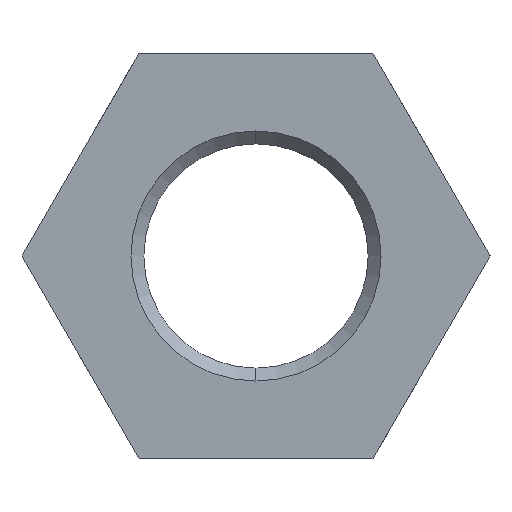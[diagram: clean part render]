
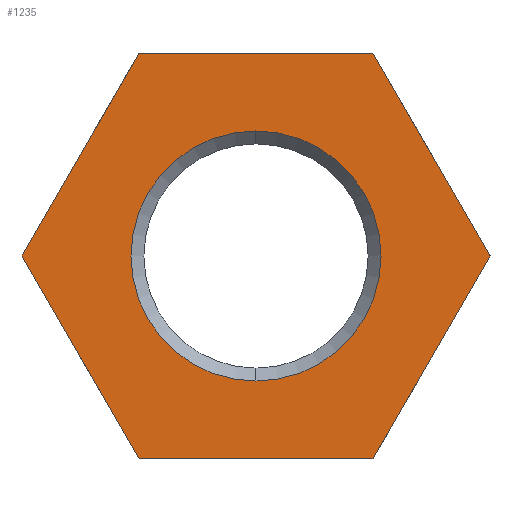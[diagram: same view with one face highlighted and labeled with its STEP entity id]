
A CAD part, left-side view. The second image highlights one B-rep face of the part: STEP entity #1235.
In plain terms, the highlighted planar face has unit normal (-1, 0, 0).
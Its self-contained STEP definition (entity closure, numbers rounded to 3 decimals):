
#451 = CARTESIAN_POINT ( 'NONE',  ( -7., 0., -8.33 ) ) ;
#453 = ORIENTED_EDGE ( 'NONE', *, *, #11772, .T. ) ;
#565 = VERTEX_POINT ( 'NONE', #451 ) ;
#581 = CARTESIAN_POINT ( 'NONE',  ( -7., -25., -13.5 ) ) ;
#725 = CARTESIAN_POINT ( 'NONE',  ( -7., -7.794, 13.5 ) ) ;
#744 = VECTOR ( 'NONE', #14832, 1000. ) ;
#779 = AXIS2_PLACEMENT_3D ( 'NONE', #8518, #13197, #11938 ) ;
#885 = EDGE_CURVE ( 'NONE', #8732, #6933, #3865, .T. ) ;
#1104 = ORIENTED_EDGE ( 'NONE', *, *, #9249, .F. ) ;
#1181 = VECTOR ( 'NONE', #14536, 1000. ) ;
#1235 = ADVANCED_FACE ( 'NONE', ( #1850, #13870 ), #8892, .T. ) ;
#1850 = FACE_OUTER_BOUND ( 'NONE', #8458, .T. ) ;
#1956 = LINE ( 'NONE', #9463, #5229 ) ;
#2154 = DIRECTION ( 'NONE',  ( 1., 0., 0. ) ) ;
#2259 = CARTESIAN_POINT ( 'NONE',  ( -7., 0., 0. ) ) ;
#2378 = VERTEX_POINT ( 'NONE', #11212 ) ;
#2456 = VERTEX_POINT ( 'NONE', #10579 ) ;
#2604 = AXIS2_PLACEMENT_3D ( 'NONE', #11080, #14702, #8693 ) ;
#3477 = DIRECTION ( 'NONE',  ( 0., 0., -1. ) ) ;
#3676 = DIRECTION ( 'NONE',  ( 0., 0.5, -0.866 ) ) ;
#3835 = ORIENTED_EDGE ( 'NONE', *, *, #6627, .F. ) ;
#3865 = LINE ( 'NONE', #11153, #744 ) ;
#4390 = ORIENTED_EDGE ( 'NONE', *, *, #8739, .F. ) ;
#4590 = EDGE_CURVE ( 'NONE', #11857, #2456, #9714, .T. ) ;
#4746 = EDGE_LOOP ( 'NONE', ( #11645, #453 ) ) ;
#5137 = EDGE_CURVE ( 'NONE', #2378, #8732, #11145, .T. ) ;
#5229 = VECTOR ( 'NONE', #3676, 1000. ) ;
#5460 = ORIENTED_EDGE ( 'NONE', *, *, #885, .F. ) ;
#5867 = LINE ( 'NONE', #10078, #9655 ) ;
#6322 = CARTESIAN_POINT ( 'NONE',  ( -7., 7.794, 13.5 ) ) ;
#6370 = CARTESIAN_POINT ( 'NONE',  ( -7., -15.588, 0. ) ) ;
#6627 = EDGE_CURVE ( 'NONE', #11358, #11857, #1956, .T. ) ;
#6933 = VERTEX_POINT ( 'NONE', #725 ) ;
#7048 = CARTESIAN_POINT ( 'NONE',  ( -7., -7.794, -13.5 ) ) ;
#7340 = VECTOR ( 'NONE', #7690, 1000. ) ;
#7690 = DIRECTION ( 'NONE',  ( 0., 0.5, 0.866 ) ) ;
#8458 = EDGE_LOOP ( 'NONE', ( #4390, #14383, #3835, #1104, #5460, #8629 ) ) ;
#8518 = CARTESIAN_POINT ( 'NONE',  ( -7., 0., 0. ) ) ;
#8629 = ORIENTED_EDGE ( 'NONE', *, *, #5137, .F. ) ;
#8693 = DIRECTION ( 'NONE',  ( 0., 0., 1. ) ) ;
#8732 = VERTEX_POINT ( 'NONE', #6322 ) ;
#8739 = EDGE_CURVE ( 'NONE', #2456, #2378, #11331, .T. ) ;
#8892 = PLANE ( 'NONE',  #2604 ) ;
#9231 = CIRCLE ( 'NONE', #10048, 8.33 ) ;
#9244 = CIRCLE ( 'NONE', #779, 8.33 ) ;
#9249 = EDGE_CURVE ( 'NONE', #6933, #11358, #5867, .T. ) ;
#9399 = DIRECTION ( 'NONE',  ( 0., -0.5, 0.866 ) ) ;
#9463 = CARTESIAN_POINT ( 'NONE',  ( -7., -24.191, 14.901 ) ) ;
#9655 = VECTOR ( 'NONE', #12593, 1000. ) ;
#9714 = LINE ( 'NONE', #581, #1181 ) ;
#9867 = VECTOR ( 'NONE', #9399, 1000. ) ;
#10048 = AXIS2_PLACEMENT_3D ( 'NONE', #2259, #2154, #3477 ) ;
#10078 = CARTESIAN_POINT ( 'NONE',  ( -7., 0.809, 28.401 ) ) ;
#10579 = CARTESIAN_POINT ( 'NONE',  ( -7., 7.794, -13.5 ) ) ;
#10709 = CARTESIAN_POINT ( 'NONE',  ( -7., 24.191, -14.901 ) ) ;
#11080 = CARTESIAN_POINT ( 'NONE',  ( -7., 19.47, 0. ) ) ;
#11145 = LINE ( 'NONE', #10709, #9867 ) ;
#11153 = CARTESIAN_POINT ( 'NONE',  ( -7., 25., 13.5 ) ) ;
#11212 = CARTESIAN_POINT ( 'NONE',  ( -7., 15.588, 0. ) ) ;
#11331 = LINE ( 'NONE', #13306, #7340 ) ;
#11358 = VERTEX_POINT ( 'NONE', #6370 ) ;
#11532 = EDGE_CURVE ( 'NONE', #13398, #565, #9244, .T. ) ;
#11645 = ORIENTED_EDGE ( 'NONE', *, *, #11532, .T. ) ;
#11772 = EDGE_CURVE ( 'NONE', #565, #13398, #9231, .T. ) ;
#11857 = VERTEX_POINT ( 'NONE', #7048 ) ;
#11938 = DIRECTION ( 'NONE',  ( 0., 0., -1. ) ) ;
#12494 = CARTESIAN_POINT ( 'NONE',  ( -7., 0., 8.33 ) ) ;
#12593 = DIRECTION ( 'NONE',  ( 0., -0.5, -0.866 ) ) ;
#13197 = DIRECTION ( 'NONE',  ( 1., 0., 0. ) ) ;
#13306 = CARTESIAN_POINT ( 'NONE',  ( -7., -0.809, -28.401 ) ) ;
#13398 = VERTEX_POINT ( 'NONE', #12494 ) ;
#13870 = FACE_BOUND ( 'NONE', #4746, .T. ) ;
#14383 = ORIENTED_EDGE ( 'NONE', *, *, #4590, .F. ) ;
#14536 = DIRECTION ( 'NONE',  ( 0., 1., 0. ) ) ;
#14702 = DIRECTION ( 'NONE',  ( -1., 0., 0. ) ) ;
#14832 = DIRECTION ( 'NONE',  ( 0., -1., 0. ) ) ;
